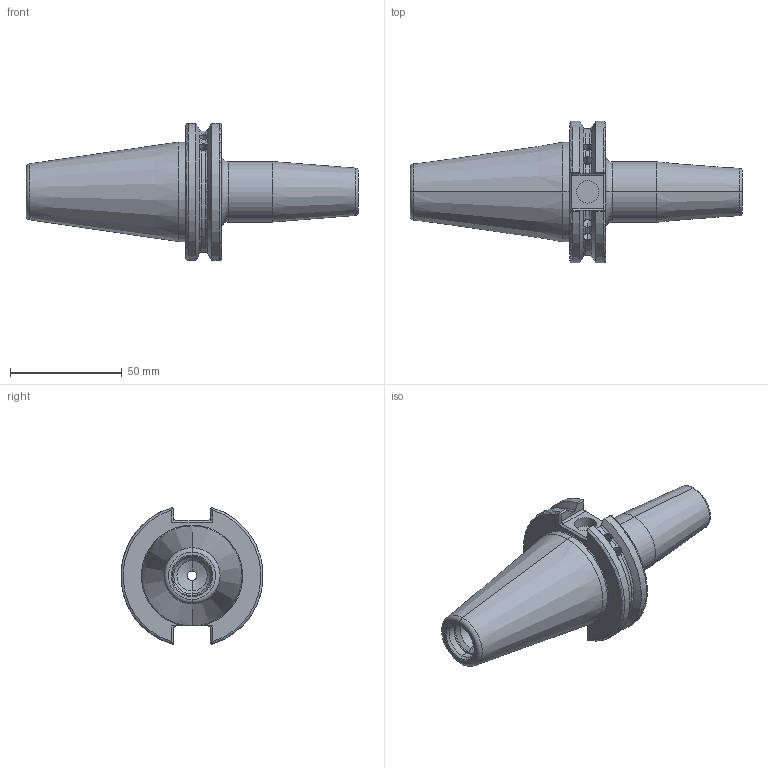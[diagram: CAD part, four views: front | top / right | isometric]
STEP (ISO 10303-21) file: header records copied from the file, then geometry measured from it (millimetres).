
FILE_DESCRIPTION (( 'STEP AP203' ), '1' );
FILE_NAME ('CA40A220-06080HP1.STEP', '2018-05-15T05:09:19', ( 'user' ), ( '' ), 'SwSTEP 2.0', 'SolidWorks 2013', '' );
FILE_SCHEMA (( 'CONFIG_CONTROL_DESIGN' ));
Length unit declared in the file: millimetre
Products named in the file (1): CA40A220-06080HP1
Bounding box: 148.25 x 63.35 x 61.23 mm (x, y, z)
Volume: 129656.1 mm3; surface area: 25971.1 mm2
Topology: 1 solids, 1 shells, 133 faces, 345 edges, 212 vertices
Faces by surface type: cylinder 40, plane 33, torus 32, cone 26, bspline 2
Entity records: 4542 total; most frequent: CARTESIAN_POINT 1361, ORIENTED_EDGE 674, DIRECTION 630, EDGE_CURVE 337, AXIS2_PLACEMENT_3D 258, VERTEX_POINT 212, EDGE_LOOP 141, ADVANCED_FACE 133
